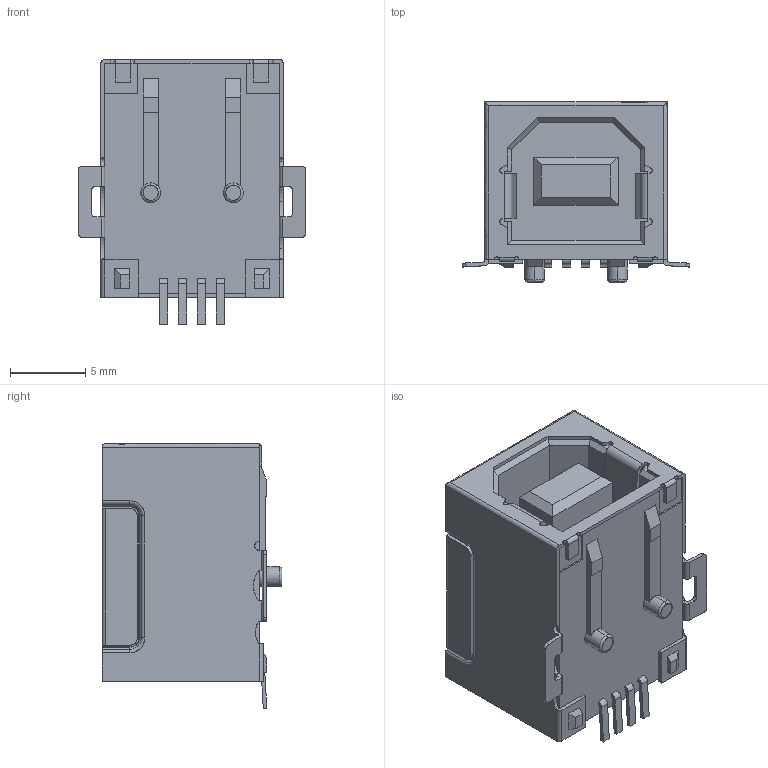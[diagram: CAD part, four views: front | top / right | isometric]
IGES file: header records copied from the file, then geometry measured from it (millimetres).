
Start section: SolidWorks IGES file using analytic representation for surfaces
Global section: file name: CKelleher's file\KUSBX-SMT-BS1N-B_rB5.IGS; native system: SolidWorks 2007; preprocessor: SolidWorks 2007; author: Ckelleher; date: 120210.093539; units: millimetre
Bounding box: 15.13 x 11.95 x 17.6 mm (x, y, z)
Surface area: 1565.1 mm2 (no closed solid volume)
Topology: 0 solids, 0 shells, 342 faces, 2366 edges, 2366 vertices
Faces by surface type: bspline 234, revolution 108
